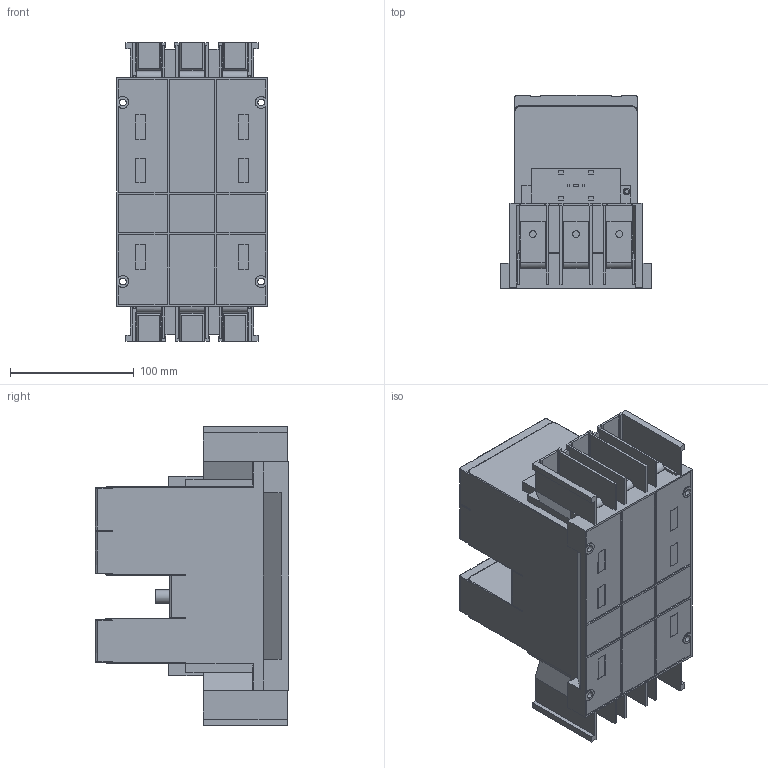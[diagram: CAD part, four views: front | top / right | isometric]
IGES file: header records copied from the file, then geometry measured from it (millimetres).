
Global section: file name: OS160GD12LR_palikka.igs; preprocessor: I-DEAS 3D IGES Translator 11; date: 20110704.110016; units: millimetre
Bounding box: 122 x 156.3 x 241.7 mm (x, y, z)
Volume: 2392612.9 mm3; surface area: 233268.7 mm2
Topology: 1 solids, 3 shells, 694 faces, 1880 edges, 1281 vertices
Faces by surface type: bspline 694
